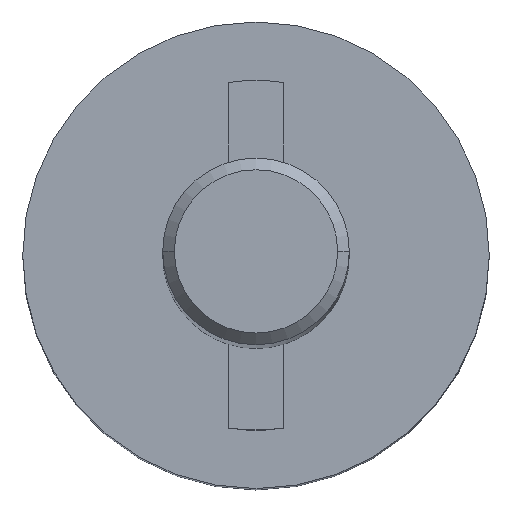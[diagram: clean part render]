
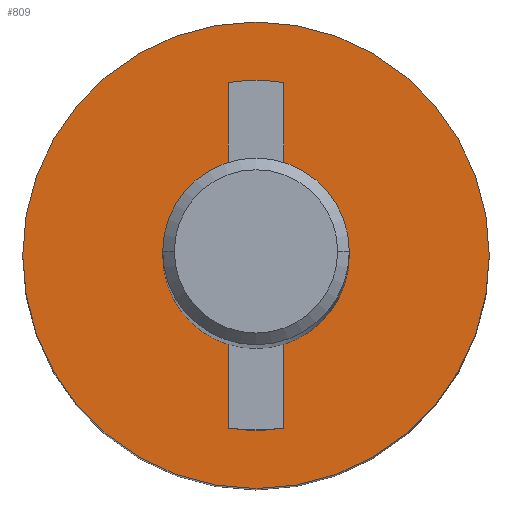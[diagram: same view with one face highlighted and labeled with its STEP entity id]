
A CAD part, top view. The second image highlights one B-rep face of the part: STEP entity #809.
In plain terms, the highlighted planar face has unit normal (0, 0, 1).
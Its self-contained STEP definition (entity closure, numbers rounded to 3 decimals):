
#6 = CARTESIAN_POINT ( 'NONE',  ( -10., 0., 34. ) ) ;
#101 = CARTESIAN_POINT ( 'NONE',  ( 1.2, -7.403, 34. ) ) ;
#154 = CARTESIAN_POINT ( 'NONE',  ( 1.2, 7.403, 34. ) ) ;
#155 = CARTESIAN_POINT ( 'NONE',  ( -1.2, 7.403, 34. ) ) ;
#168 = DIRECTION ( 'NONE',  ( 0., 1., 0. ) ) ;
#169 = VECTOR ( 'NONE', #168, 1000. ) ;
#170 = CARTESIAN_POINT ( 'NONE',  ( -1.2, 7.403, 34. ) ) ;
#171 = LINE ( 'NONE', #170, #169 ) ;
#172 = DIRECTION ( 'NONE',  ( 1., 0., 0. ) ) ;
#173 = DIRECTION ( 'NONE',  ( 0., 0., 1. ) ) ;
#174 = AXIS2_PLACEMENT_3D ( 'NONE', #180, #173, #172 ) ;
#175 = CIRCLE ( 'NONE', #174, 7.5 ) ;
#180 = CARTESIAN_POINT ( 'NONE',  ( 0., 0., 34. ) ) ;
#181 = DIRECTION ( 'NONE',  ( 1., 0., 0. ) ) ;
#182 = DIRECTION ( 'NONE',  ( 0., 0., -1. ) ) ;
#183 = CARTESIAN_POINT ( 'NONE',  ( 0., 0., 34. ) ) ;
#184 = AXIS2_PLACEMENT_3D ( 'NONE', #183, #182, #181 ) ;
#185 = CIRCLE ( 'NONE', #184, 4. ) ;
#186 = CARTESIAN_POINT ( 'NONE',  ( -1.2, -3.816, 34. ) ) ;
#187 = DIRECTION ( 'NONE',  ( 0., 1., 0. ) ) ;
#188 = VECTOR ( 'NONE', #187, 1000. ) ;
#189 = CARTESIAN_POINT ( 'NONE',  ( -1.2, -3.816, 34. ) ) ;
#190 = LINE ( 'NONE', #189, #188 ) ;
#191 = DIRECTION ( 'NONE',  ( 0., -1., 0. ) ) ;
#192 = VECTOR ( 'NONE', #191, 1000. ) ;
#193 = CARTESIAN_POINT ( 'NONE',  ( 1.2, -3.816, 34. ) ) ;
#194 = LINE ( 'NONE', #193, #192 ) ;
#195 = CARTESIAN_POINT ( 'NONE',  ( 1.2, -3.816, 34. ) ) ;
#196 = DIRECTION ( 'NONE',  ( 1., 0., 0. ) ) ;
#197 = DIRECTION ( 'NONE',  ( 0., 0., -1. ) ) ;
#198 = CARTESIAN_POINT ( 'NONE',  ( 0., 0., 34. ) ) ;
#199 = AXIS2_PLACEMENT_3D ( 'NONE', #198, #197, #196 ) ;
#200 = CIRCLE ( 'NONE', #199, 4. ) ;
#201 = DIRECTION ( 'NONE',  ( 0., -1., 0. ) ) ;
#202 = VECTOR ( 'NONE', #201, 1000. ) ;
#203 = CARTESIAN_POINT ( 'NONE',  ( 1.2, 7.403, 34. ) ) ;
#204 = LINE ( 'NONE', #203, #202 ) ;
#205 = DIRECTION ( 'NONE',  ( 1., 0., 0. ) ) ;
#206 = DIRECTION ( 'NONE',  ( 0., 0., 1. ) ) ;
#207 = CARTESIAN_POINT ( 'NONE',  ( 0., 0., 34. ) ) ;
#209 = DIRECTION ( 'NONE',  ( 1., 0., 0. ) ) ;
#210 = DIRECTION ( 'NONE',  ( 0., 0., 1. ) ) ;
#211 = CARTESIAN_POINT ( 'NONE',  ( 0., 0., 34. ) ) ;
#212 = AXIS2_PLACEMENT_3D ( 'NONE', #211, #210, #209 ) ;
#213 = CIRCLE ( 'NONE', #212, 7.5 ) ;
#215 = CARTESIAN_POINT ( 'NONE',  ( -1.2, -7.403, 34. ) ) ;
#271 = CIRCLE ( 'NONE', #275, 10. ) ;
#272 = DIRECTION ( 'NONE',  ( 1., 0., 0. ) ) ;
#273 = DIRECTION ( 'NONE',  ( 0., 0., 1. ) ) ;
#274 = CARTESIAN_POINT ( 'NONE',  ( 0., 0., 34. ) ) ;
#275 = AXIS2_PLACEMENT_3D ( 'NONE', #207, #206, #205 ) ;
#276 = AXIS2_PLACEMENT_3D ( 'NONE', #274, #273, #272 ) ;
#277 = PLANE ( 'NONE',  #276 ) ;
#278 = FACE_BOUND ( 'NONE', #814, .T. ) ;
#284 = FACE_OUTER_BOUND ( 'NONE', #810, .T. ) ;
#524 = CARTESIAN_POINT ( 'NONE',  ( 10., 0., 34. ) ) ;
#561 = CARTESIAN_POINT ( 'NONE',  ( 4., 0., 34. ) ) ;
#568 = DIRECTION ( 'NONE',  ( 1., 0., 0. ) ) ;
#569 = DIRECTION ( 'NONE',  ( 0., 0., -1. ) ) ;
#570 = CARTESIAN_POINT ( 'NONE',  ( 0., 0., 34. ) ) ;
#571 = AXIS2_PLACEMENT_3D ( 'NONE', #570, #569, #568 ) ;
#572 = CIRCLE ( 'NONE', #571, 4. ) ;
#604 = CARTESIAN_POINT ( 'NONE',  ( -1.2, 3.816, 34. ) ) ;
#605 = DIRECTION ( 'NONE',  ( 1., 0., 0. ) ) ;
#606 = DIRECTION ( 'NONE',  ( 0., 0., 1. ) ) ;
#607 = CARTESIAN_POINT ( 'NONE',  ( 0., 0., 34. ) ) ;
#608 = AXIS2_PLACEMENT_3D ( 'NONE', #607, #606, #605 ) ;
#609 = CIRCLE ( 'NONE', #608, 10. ) ;
#610 = CARTESIAN_POINT ( 'NONE',  ( -4., 0., 34. ) ) ;
#628 = VERTEX_POINT ( 'NONE', #864 ) ;
#638 = EDGE_CURVE ( 'NONE', #628, #650, #860, .T. ) ;
#650 = VERTEX_POINT ( 'NONE', #561 ) ;
#672 = EDGE_CURVE ( 'NONE', #689, #691, #572, .T. ) ;
#677 = VERTEX_POINT ( 'NONE', #524 ) ;
#689 = VERTEX_POINT ( 'NONE', #610 ) ;
#690 = EDGE_CURVE ( 'NONE', #677, #734, #609, .T. ) ;
#691 = VERTEX_POINT ( 'NONE', #604 ) ;
#734 = VERTEX_POINT ( 'NONE', #6 ) ;
#749 = VERTEX_POINT ( 'NONE', #101 ) ;
#786 = VERTEX_POINT ( 'NONE', #215 ) ;
#791 = EDGE_CURVE ( 'NONE', #786, #749, #213, .T. ) ;
#809 = ADVANCED_FACE ( 'NONE', ( #284, #278 ), #277, .T. ) ;
#810 = EDGE_LOOP ( 'NONE', ( #811, #813 ) ) ;
#811 = ORIENTED_EDGE ( 'NONE', *, *, #812, .T. ) ;
#812 = EDGE_CURVE ( 'NONE', #734, #677, #271, .T. ) ;
#813 = ORIENTED_EDGE ( 'NONE', *, *, #690, .T. ) ;
#814 = EDGE_LOOP ( 'NONE', ( #815, #816, #818, #819, #822, #824, #825, #828, #830, #831 ) ) ;
#815 = ORIENTED_EDGE ( 'NONE', *, *, #836, .F. ) ;
#816 = ORIENTED_EDGE ( 'NONE', *, *, #817, .T. ) ;
#817 = EDGE_CURVE ( 'NONE', #843, #628, #204, .T. ) ;
#818 = ORIENTED_EDGE ( 'NONE', *, *, #638, .T. ) ;
#819 = ORIENTED_EDGE ( 'NONE', *, *, #820, .T. ) ;
#820 = EDGE_CURVE ( 'NONE', #650, #821, #200, .T. ) ;
#821 = VERTEX_POINT ( 'NONE', #195 ) ;
#822 = ORIENTED_EDGE ( 'NONE', *, *, #823, .T. ) ;
#823 = EDGE_CURVE ( 'NONE', #821, #749, #194, .T. ) ;
#824 = ORIENTED_EDGE ( 'NONE', *, *, #791, .F. ) ;
#825 = ORIENTED_EDGE ( 'NONE', *, *, #826, .T. ) ;
#826 = EDGE_CURVE ( 'NONE', #786, #827, #190, .T. ) ;
#827 = VERTEX_POINT ( 'NONE', #186 ) ;
#828 = ORIENTED_EDGE ( 'NONE', *, *, #829, .T. ) ;
#829 = EDGE_CURVE ( 'NONE', #827, #689, #185, .T. ) ;
#830 = ORIENTED_EDGE ( 'NONE', *, *, #672, .T. ) ;
#831 = ORIENTED_EDGE ( 'NONE', *, *, #837, .T. ) ;
#836 = EDGE_CURVE ( 'NONE', #843, #841, #175, .T. ) ;
#837 = EDGE_CURVE ( 'NONE', #691, #841, #171, .T. ) ;
#841 = VERTEX_POINT ( 'NONE', #155 ) ;
#843 = VERTEX_POINT ( 'NONE', #154 ) ;
#856 = DIRECTION ( 'NONE',  ( 1., 0., 0. ) ) ;
#857 = DIRECTION ( 'NONE',  ( 0., 0., -1. ) ) ;
#858 = CARTESIAN_POINT ( 'NONE',  ( 0., 0., 34. ) ) ;
#859 = AXIS2_PLACEMENT_3D ( 'NONE', #858, #857, #856 ) ;
#860 = CIRCLE ( 'NONE', #859, 4. ) ;
#864 = CARTESIAN_POINT ( 'NONE',  ( 1.2, 3.816, 34. ) ) ;
